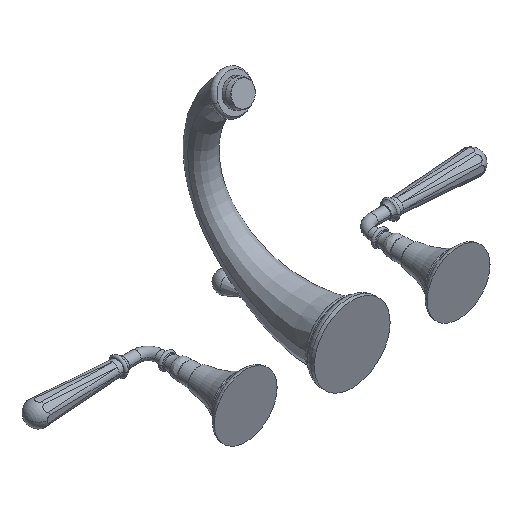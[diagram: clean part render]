
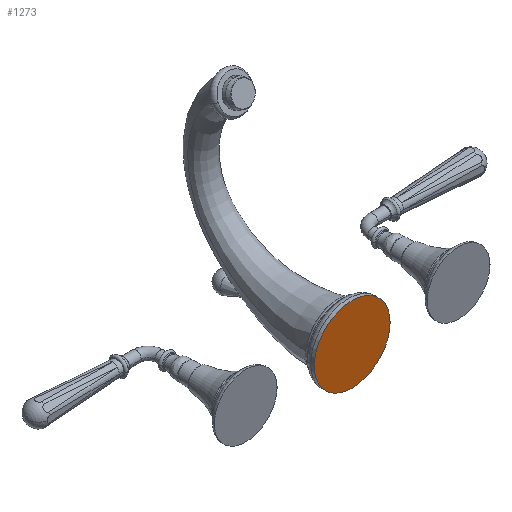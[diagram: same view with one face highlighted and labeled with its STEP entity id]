
A CAD part, isometric view. The second image highlights one B-rep face of the part: STEP entity #1273.
In plain terms, the highlighted planar face has unit normal (0, -1, 0).
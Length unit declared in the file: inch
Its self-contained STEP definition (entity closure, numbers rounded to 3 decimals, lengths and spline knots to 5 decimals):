
#319=CARTESIAN_POINT('',(0.,0.,0.));
#320=DIRECTION('',(0.,1.,0.));
#321=DIRECTION('',(-1.,0.,0.));
#322=AXIS2_PLACEMENT_3D('',#319,#320,#321);
#324=CARTESIAN_POINT('',(0.,0.,0.));
#325=DIRECTION('',(0.,1.,0.));
#326=DIRECTION('',(1.,0.,0.));
#327=AXIS2_PLACEMENT_3D('',#324,#325,#326);
#451=CARTESIAN_POINT('',(-1.425,0.,0.));
#452=CARTESIAN_POINT('',(1.425,0.,0.));
#453=VERTEX_POINT('',#451);
#454=VERTEX_POINT('',#452);
#1264=CARTESIAN_POINT('',(0.,0.,0.));
#1265=DIRECTION('',(0.,-1.,0.));
#1266=DIRECTION('',(-1.,0.,0.));
#1267=AXIS2_PLACEMENT_3D('',#1264,#1265,#1266);
#1268=PLANE('',#1267);
#1269=ORIENTED_EDGE('',*,*,#1257,.T.);
#1270=ORIENTED_EDGE('',*,*,#1246,.T.);
#1271=EDGE_LOOP('',(#1269,#1270));
#1272=FACE_OUTER_BOUND('',#1271,.F.);
#1273=ADVANCED_FACE('',(#1272),#1268,.T.);
#323=CIRCLE('',#322,1.425);
#328=CIRCLE('',#327,1.425);
#1246=EDGE_CURVE('',#454,#453,#328,.T.);
#1257=EDGE_CURVE('',#453,#454,#323,.T.);
